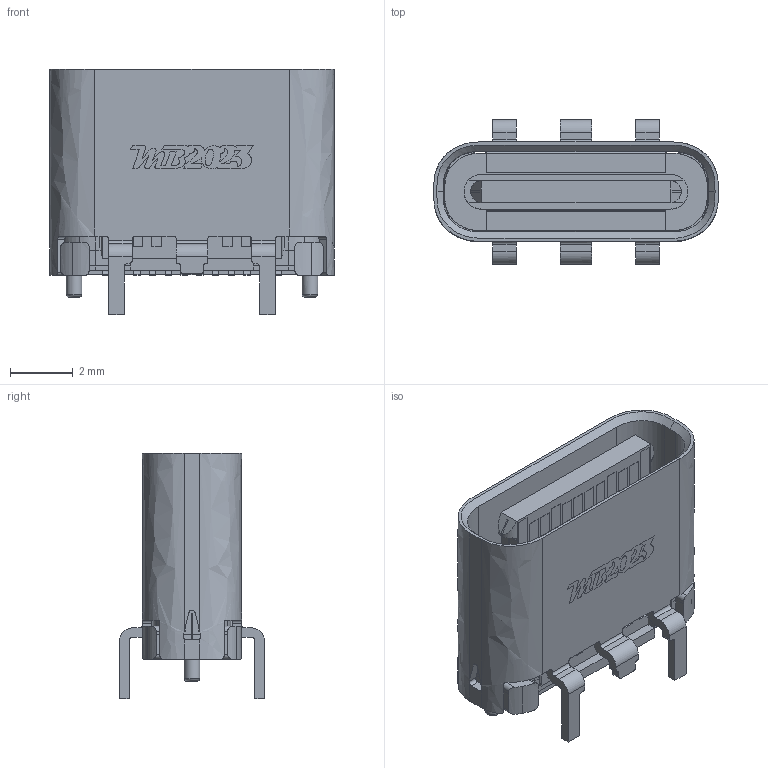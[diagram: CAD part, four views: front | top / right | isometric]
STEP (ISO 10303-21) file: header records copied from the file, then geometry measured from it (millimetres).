
FILE_DESCRIPTION(/* description */ (''),/* implementation_level */ '2;1');
FILE_NAME(/* name */ 'USB-C PCB vertical',/* time_stamp */ '2023-05-08T17:38:38+02:00',/* author */ (''),/* organization */ (''),/* preprocessor_version */ 'ST-DEVELOPER v16.5',/* originating_system */ '',/* authorisation */ '');
FILE_SCHEMA (('AUTOMOTIVE_DESIGN'));
Length unit declared in the file: millimetre
Products named in the file (1): Document
Bounding box: 9.04 x 4.6 x 7.8 mm (x, y, z)
Volume: 6 mm3; surface area: 874.1 mm2
Topology: 27 solids, 37 shells, 1696 faces, 4983 edges, 3235 vertices
Faces by surface type: plane 1212, cylinder 372, bspline 112
Full cylindrical faces by diameter (mm): 0.5 x2
Entity records: 54965 total; most frequent: CARTESIAN_POINT 18805, ORIENTED_EDGE 9636, EDGE_CURVE 4983, B_SPLINE_CURVE_WITH_KNOTS 4187, VERTEX_POINT 3235, EDGE_LOOP 1748, ADVANCED_FACE 1696, FACE_OUTER_BOUND 1696
